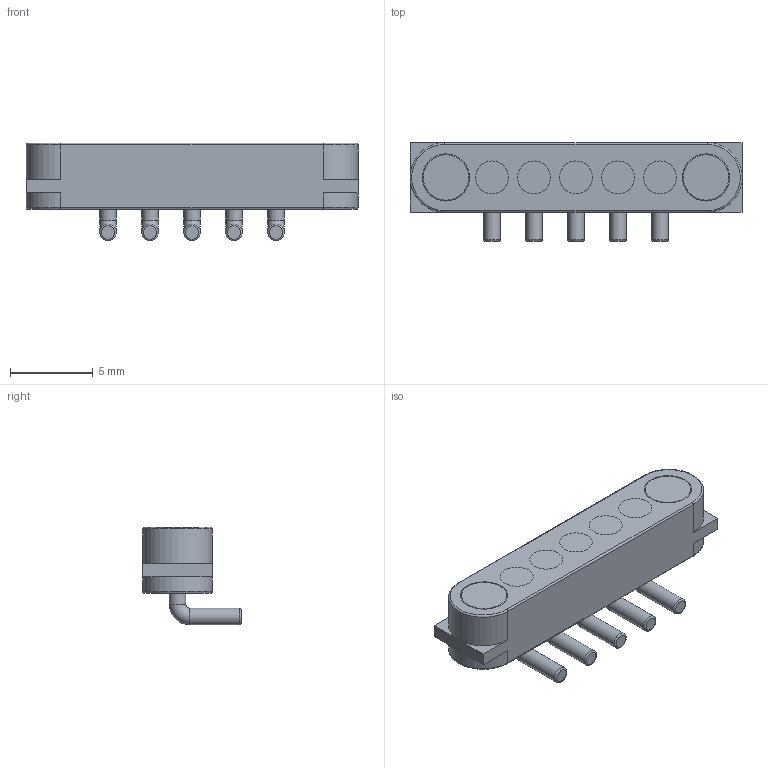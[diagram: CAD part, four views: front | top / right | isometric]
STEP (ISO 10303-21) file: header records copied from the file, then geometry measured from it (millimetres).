
FILE_DESCRIPTION(/* description */ (''),/* implementation_level */ '2;1');
FILE_NAME(/* name */ '5359 Mag Connector (5-pin, Right Angle, Pads).step',/* time_stamp */ '2022-05-29T20:06:00-05:00',/* author */ (''),/* organization */ (''),/* preprocessor_version */ 'ST-DEVELOPER v19',/* originating_system */ 'Autodesk Translation Framework v11.7.0.108',/* authorisation */ '');
FILE_SCHEMA (('AUTOMOTIVE_DESIGN { 1 0 10303 214 3 1 1 }'));
Length unit declared in the file: millimetre
Products named in the file (4): 5359 Mag Connector (5-pin, Right Angle, Pads); Housing; Magnet; Pins
Assembly tree (3 placements, depth 2):
  5359 Mag Connector (5-pin, Right Angle, Pads)
    Housing
    Magnet
    Pins
Bounding box: 20.08 x 5.95 x 5.9 mm (x, y, z)
Volume: 333.5 mm3; surface area: 823.7 mm2
Topology: 8 solids, 13 shells, 138 faces, 245 edges, 158 vertices
Faces by surface type: plane 63, cylinder 57, torus 18
Full cylindrical faces by diameter (mm): 0.9 x5, 1 x10, 1.15 x10, 2 x20, 2.85 x4
Entity records: 3552 total; most frequent: DIRECTION 695, CARTESIAN_POINT 548, ORIENTED_EDGE 490, AXIS2_PLACEMENT_3D 305, EDGE_CURVE 245, EDGE_LOOP 177, CIRCLE 160, VERTEX_POINT 158
